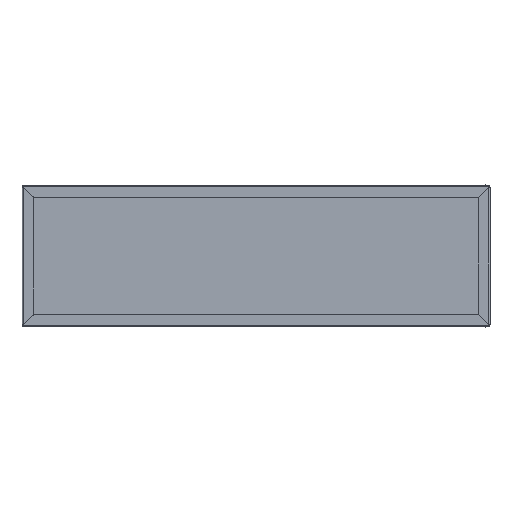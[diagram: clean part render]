
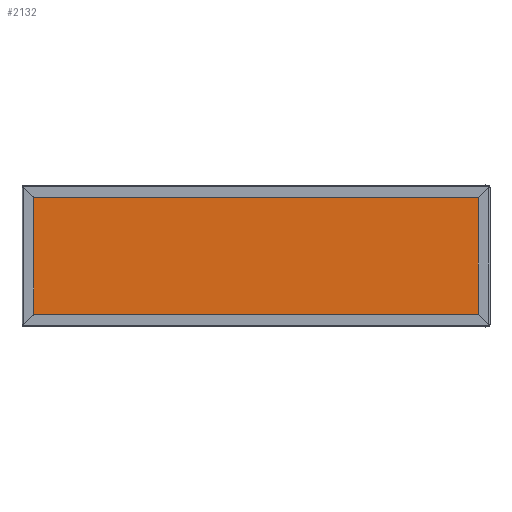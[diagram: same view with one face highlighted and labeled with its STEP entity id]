
A CAD part, top view. The second image highlights one B-rep face of the part: STEP entity #2132.
In plain terms, the highlighted planar face has unit normal (0, 0, 1).
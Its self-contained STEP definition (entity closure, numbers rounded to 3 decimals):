
#2132=ADVANCED_FACE('',(#4673),#4675,.T.);
#4673=FACE_BOUND('',#4674,.T.);
#4674=EDGE_LOOP('',(#7345,#7346,#7347,#7348));
#4675=PLANE('',#4676);
#4676=AXIS2_PLACEMENT_3D('',#4677,#4678,#4679);
#4677=CARTESIAN_POINT('',(-183.746,505.017,2.));
#4678=DIRECTION('',(0.,0.,1.));
#4679=DIRECTION('',(1.,0.,0.));
#7345=ORIENTED_EDGE('',*,*,#9019,.T.);
#7346=ORIENTED_EDGE('',*,*,#9020,.T.);
#7347=ORIENTED_EDGE('',*,*,#9021,.T.);
#7348=ORIENTED_EDGE('',*,*,#9022,.T.);
#9019=EDGE_CURVE('',#9888,#9889,#9890,.F.);
#9020=EDGE_CURVE('',#9889,#9891,#9892,.T.);
#9021=EDGE_CURVE('',#9891,#9893,#9894,.T.);
#9022=EDGE_CURVE('',#9893,#9888,#9895,.T.);
#9888=VERTEX_POINT('',#11364);
#9889=VERTEX_POINT('',#11365);
#9890=LINE('',#11366,#11367);
#9891=VERTEX_POINT('',#11369);
#9892=LINE('',#11370,#11371);
#9893=VERTEX_POINT('',#11373);
#9894=LINE('',#11374,#11375);
#9895=LINE('',#11377,#11378);
#11364=CARTESIAN_POINT('',(-183.746,417.517,2.));
#11365=CARTESIAN_POINT('',(-183.746,592.517,2.));
#11366=CARTESIAN_POINT('',(-183.746,592.517,2.));
#11367=VECTOR('',#11368,1.);
#11368=DIRECTION('',(0.,-1.,0.));
#11369=CARTESIAN_POINT('',(-781.246,592.517,2.));
#11370=CARTESIAN_POINT('',(-183.746,592.517,2.));
#11371=VECTOR('',#11372,1.);
#11372=DIRECTION('',(-1.,0.,0.));
#11373=CARTESIAN_POINT('',(-781.246,417.517,2.));
#11374=CARTESIAN_POINT('',(-781.246,592.517,2.));
#11375=VECTOR('',#11376,1.);
#11376=DIRECTION('',(0.,-1.,0.));
#11377=CARTESIAN_POINT('',(-781.246,417.517,2.));
#11378=VECTOR('',#11379,1.);
#11379=DIRECTION('',(1.,0.,0.));
